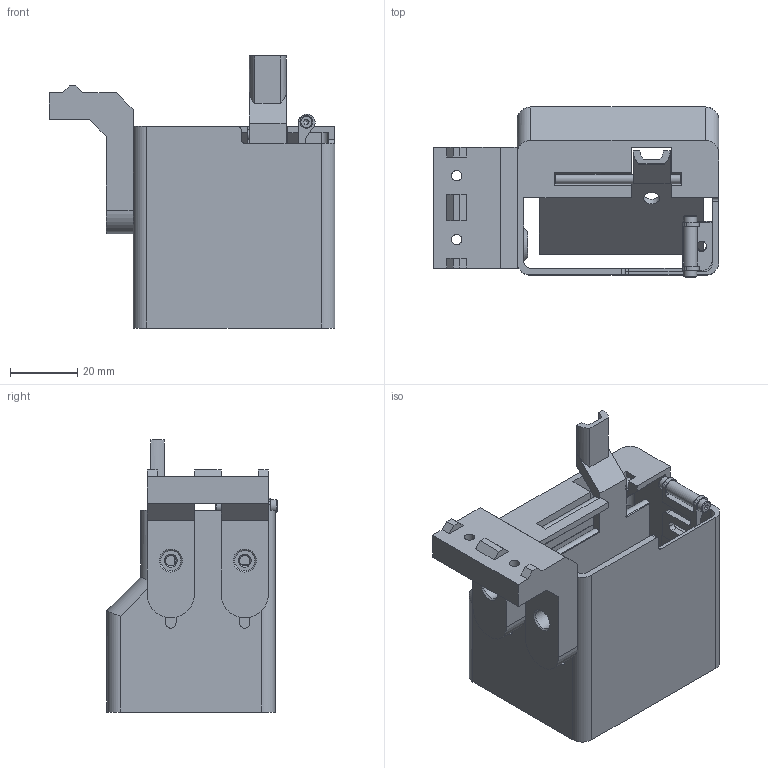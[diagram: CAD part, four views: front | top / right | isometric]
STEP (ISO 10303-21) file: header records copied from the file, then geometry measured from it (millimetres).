
FILE_DESCRIPTION(/* description */ (''),/* implementation_level */ '2;1');
FILE_NAME(/* name */ '喷嘴清理.stp',/* time_stamp */ '2025-01-18T18:09:39+08:00',/* author */ (''),/* organization */ (''),/* preprocessor_version */ 'ST-DEVELOPER v15.2',/* originating_system */ 'Autodesk Translator Framework v2.0.0.5431',/* authorisation */ '');
FILE_SCHEMA (('AUTOMOTIVE_DESIGN { 1 0 10303 214 3 1 1 }'));
Length unit declared in the file: centimetre
Products named in the file (1): 大鱼TT擦嘴
Bounding box: 85 x 50.61 x 80.9 mm (x, y, z)
Volume: 48418.2 mm3; surface area: 40080.4 mm2
Topology: 7 solids, 7 shells, 263 faces, 684 edges, 439 vertices
Faces by surface type: plane 170, cylinder 74, cone 17, torus 2
Full cylindrical faces by diameter (mm): 1.86 x2, 2 x2, 2.3 x1, 2.8 x3, 3 x1, 3.1 x4, 3.8 x2, 4 x1, 4.8 x1, 6 x4
Entity records: 7859 total; most frequent: DIRECTION 1351, CARTESIAN_POINT 1341, ORIENTED_EDGE 1286, EDGE_CURVE 643, LINE 463, VECTOR 463, AXIS2_PLACEMENT_3D 444, VERTEX_POINT 434
